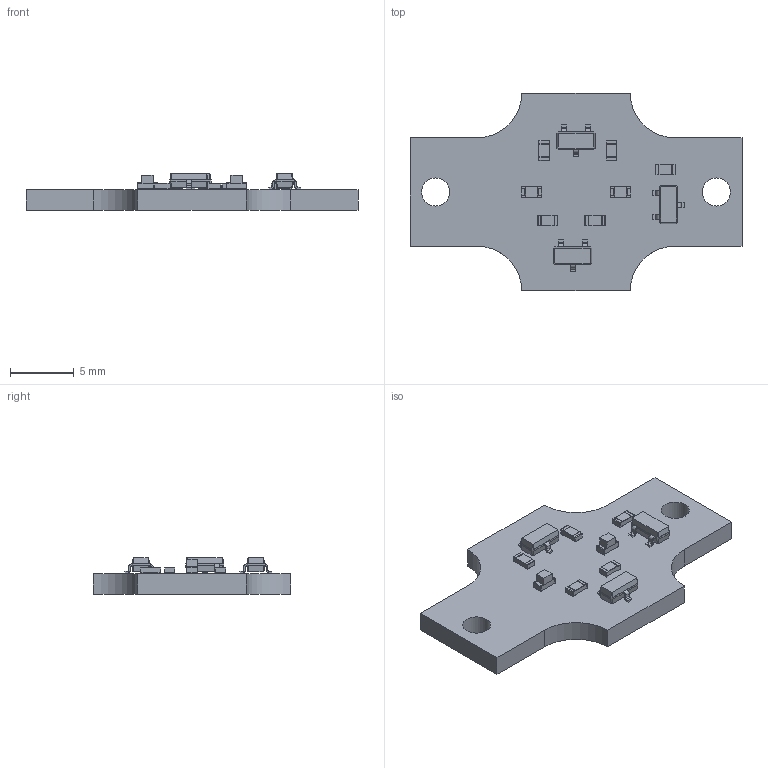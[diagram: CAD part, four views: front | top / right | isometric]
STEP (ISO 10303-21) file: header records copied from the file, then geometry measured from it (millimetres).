
FILE_DESCRIPTION(('KiCad electronic assembly'),'2;1');
FILE_NAME('kamstrup.step','2019-03-23T13:33:19',('An Author'),( 'A Company'),'Open CASCADE STEP processor 6.9', 'KiCad to STEP converter','Unknown');
FILE_SCHEMA(('AUTOMOTIVE_DESIGN { 1 0 10303 214 1 1 1 1 }'));
Length unit declared in the file: millimetre
Products named in the file (8): Open CASCADE STEP translator 6.9 1; SOT-23; SOLID; LED_0603_1608Metric; R_0603_1608Metric; COMPOUND
Assembly tree (14 placements, depth 3):
  Open CASCADE STEP translator 6.9 1
    SOT-23  x3
      SOLID
    LED_0603_1608Metric  x2
      SOLID
    R_0603_1608Metric  x5
      SOLID
    COMPOUND
Bounding box: 26 x 15.5 x 2.85 mm (x, y, z)
Volume: 471.6 mm3; surface area: 808.8 mm2
Topology: 11 solids, 11 shells, 474 faces, 1188 edges, 738 vertices
Faces by surface type: plane 295, cylinder 98, bspline 81
Full cylindrical faces by diameter (mm): 2.2 x2
Entity records: 11748 total; most frequent: CARTESIAN_POINT 2118, DIRECTION 1528, LINE 1052, VECTOR 1052, ORIENTED_EDGE 846, PCURVE 846, DEFINITIONAL_REPRESENTATION 846, EDGE_CURVE 423
